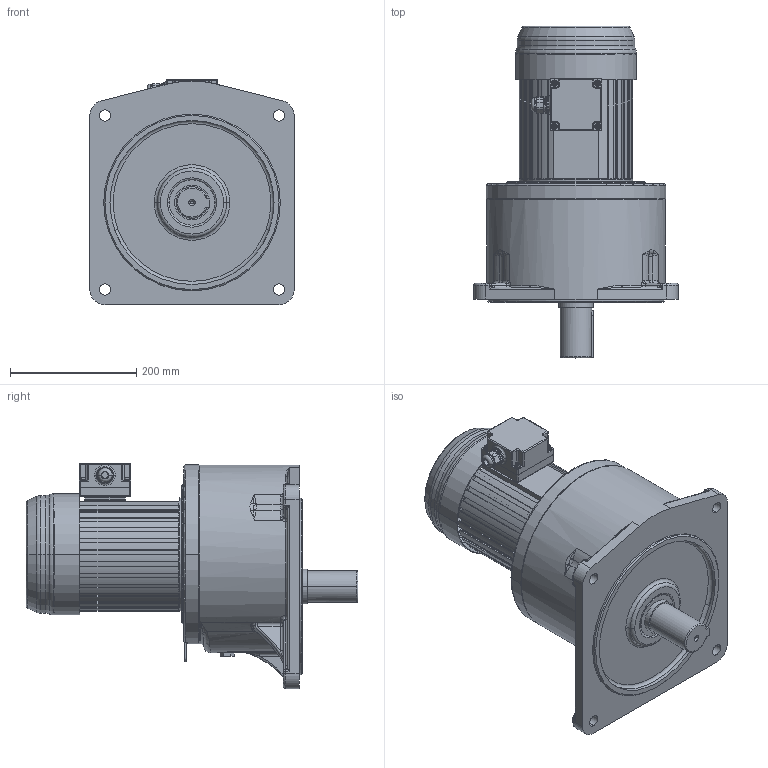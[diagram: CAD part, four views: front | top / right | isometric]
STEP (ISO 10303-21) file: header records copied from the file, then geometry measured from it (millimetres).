
FILE_DESCRIPTION((''),'2;1');
FILE_NAME('H50_ASM','2022-04-13T',('AdminUser'),(''),'PRO/ENGINEER BY PARAMETRIC TECHNOLOGY CORPORATION, 2007170','PRO/ENGINEER BY PARAMETRIC TECHNOLOGY CORPORATION, 2007170','');
FILE_SCHEMA(('CONFIG_CONTROL_DESIGN'));
Length unit declared in the file: millimetre
Products named in the file (6): V50; G50; 1500W; 1500W190; 8280-2022; H50_ASM
Assembly tree (5 placements, depth 2):
  H50_ASM
    V50
    G50
    1500W
    1500W190
    8280-2022
Bounding box: 323.77 x 526 x 357.09 mm (x, y, z)
Volume: 13073741.2 mm3; surface area: 1089784.1 mm2
Topology: 6 solids, 11 shells, 2200 faces, 5611 edges, 3483 vertices
Faces by surface type: plane 1066, cylinder 604, torus 252, bspline 237, sphere 29, cone 12
Entity records: 74753 total; most frequent: CARTESIAN_POINT 21490, ORIENTED_EDGE 11222, DIRECTION 10923, EDGE_CURVE 5611, AXIS2_PLACEMENT_3D 3758, VERTEX_POINT 3483, VECTOR 3407, LINE 3407
